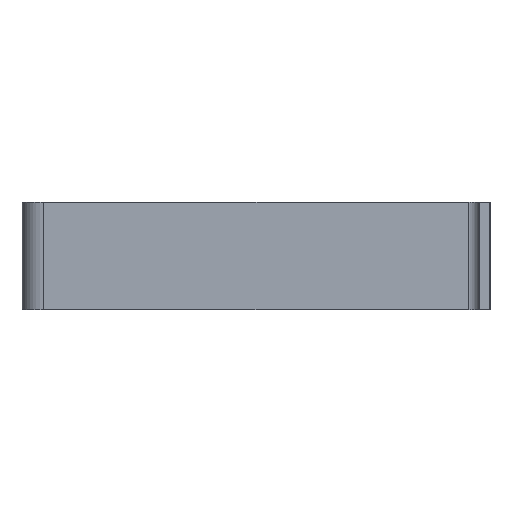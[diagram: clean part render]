
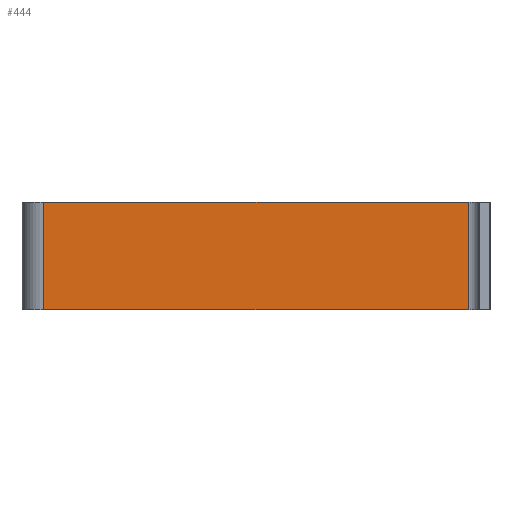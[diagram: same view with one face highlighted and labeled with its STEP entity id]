
A CAD part, left-side view. The second image highlights one B-rep face of the part: STEP entity #444.
In plain terms, the highlighted planar face has unit normal (-1, 0, 0).
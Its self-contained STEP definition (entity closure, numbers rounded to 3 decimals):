
#68 = VERTEX_POINT ( 'NONE', #278 ) ;
#118 = VECTOR ( 'NONE', #1451, 1000. ) ;
#160 = LINE ( 'NONE', #904, #1142 ) ;
#177 = CARTESIAN_POINT ( 'NONE',  ( -114., 0., 20. ) ) ;
#221 = DIRECTION ( 'NONE',  ( 1., 0., 0. ) ) ;
#228 = EDGE_CURVE ( 'NONE', #526, #1050, #1518, .T. ) ;
#265 = EDGE_CURVE ( 'NONE', #1050, #1497, #1438, .T. ) ;
#278 = CARTESIAN_POINT ( 'NONE',  ( -114., 166., -20. ) ) ;
#413 = VECTOR ( 'NONE', #942, 1000. ) ;
#444 = ADVANCED_FACE ( 'NONE', ( #1583 ), #1363, .F. ) ;
#524 = DIRECTION ( 'NONE',  ( 0., 0., 1. ) ) ;
#526 = VERTEX_POINT ( 'NONE', #1280 ) ;
#591 = VECTOR ( 'NONE', #1237, 1000. ) ;
#717 = CARTESIAN_POINT ( 'NONE',  ( -114., 166., 20. ) ) ;
#746 = EDGE_CURVE ( 'NONE', #68, #1497, #160, .T. ) ;
#840 = ORIENTED_EDGE ( 'NONE', *, *, #265, .T. ) ;
#904 = CARTESIAN_POINT ( 'NONE',  ( -114., 166., -20. ) ) ;
#927 = AXIS2_PLACEMENT_3D ( 'NONE', #1499, #221, #1114 ) ;
#932 = ORIENTED_EDGE ( 'NONE', *, *, #1576, .F. ) ;
#942 = DIRECTION ( 'NONE',  ( 0., 1., 0. ) ) ;
#970 = CARTESIAN_POINT ( 'NONE',  ( -114., 8., 20. ) ) ;
#1050 = VERTEX_POINT ( 'NONE', #970 ) ;
#1114 = DIRECTION ( 'NONE',  ( 0., 1., 0. ) ) ;
#1142 = VECTOR ( 'NONE', #524, 1000. ) ;
#1192 = EDGE_LOOP ( 'NONE', ( #840, #1277, #932, #1378 ) ) ;
#1237 = DIRECTION ( 'NONE',  ( 0., 1., 0. ) ) ;
#1246 = CARTESIAN_POINT ( 'NONE',  ( -114., 0., -20. ) ) ;
#1277 = ORIENTED_EDGE ( 'NONE', *, *, #746, .F. ) ;
#1280 = CARTESIAN_POINT ( 'NONE',  ( -114., 8., -20. ) ) ;
#1363 = PLANE ( 'NONE',  #927 ) ;
#1378 = ORIENTED_EDGE ( 'NONE', *, *, #228, .T. ) ;
#1438 = LINE ( 'NONE', #177, #413 ) ;
#1451 = DIRECTION ( 'NONE',  ( 0., 0., 1. ) ) ;
#1497 = VERTEX_POINT ( 'NONE', #717 ) ;
#1499 = CARTESIAN_POINT ( 'NONE',  ( -114., 0., -20. ) ) ;
#1518 = LINE ( 'NONE', #1580, #118 ) ;
#1576 = EDGE_CURVE ( 'NONE', #526, #68, #1616, .T. ) ;
#1580 = CARTESIAN_POINT ( 'NONE',  ( -114., 8., -20. ) ) ;
#1583 = FACE_OUTER_BOUND ( 'NONE', #1192, .T. ) ;
#1616 = LINE ( 'NONE', #1246, #591 ) ;
